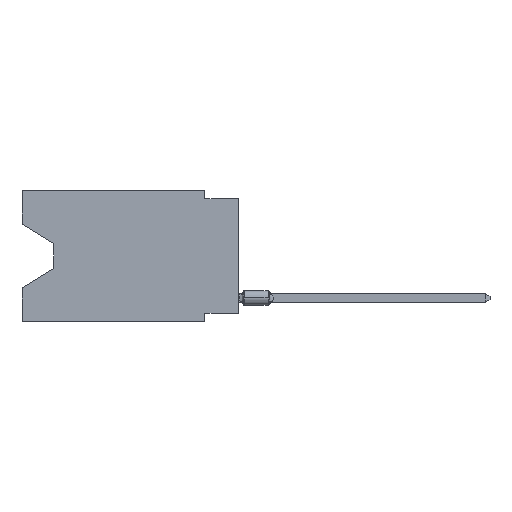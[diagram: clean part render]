
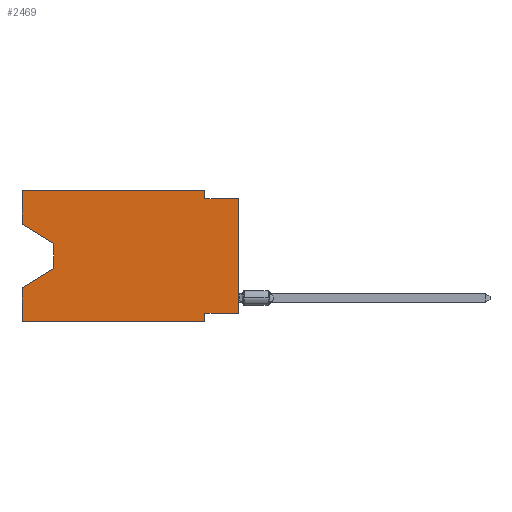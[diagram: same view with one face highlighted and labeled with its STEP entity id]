
A CAD part, left-side view. The second image highlights one B-rep face of the part: STEP entity #2469.
In plain terms, the highlighted planar face has unit normal (-1, 0, 0).
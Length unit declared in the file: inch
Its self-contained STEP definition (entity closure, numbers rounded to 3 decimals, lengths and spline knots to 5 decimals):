
#113 = LINE ( 'NONE', #8152, #1038 ) ;
#197 = ORIENTED_EDGE ( 'NONE', *, *, #18894, .F. ) ;
#598 = EDGE_CURVE ( 'NONE', #2144, #15118, #20229, .T. ) ;
#715 = CARTESIAN_POINT ( 'NONE',  ( 0., 0.1, -0.365 ) ) ;
#1038 = VECTOR ( 'NONE', #18353, 39.37008 ) ;
#1083 = EDGE_CURVE ( 'NONE', #10129, #15593, #10917, .T. ) ;
#1124 = VECTOR ( 'NONE', #14949, 39.37008 ) ;
#1385 = CARTESIAN_POINT ( 'NONE',  ( 0., 0.1, -0.025 ) ) ;
#1524 = CARTESIAN_POINT ( 'NONE',  ( 0., 0.1, -0.39 ) ) ;
#1598 = VECTOR ( 'NONE', #13729, 39.37008 ) ;
#1835 = CARTESIAN_POINT ( 'NONE',  ( 0., 0.1, -0.39 ) ) ;
#1990 = EDGE_CURVE ( 'NONE', #8868, #7482, #11351, .T. ) ;
#2144 = VERTEX_POINT ( 'NONE', #4378 ) ;
#2379 = EDGE_CURVE ( 'NONE', #13381, #25951, #13208, .T. ) ;
#2469 = ADVANCED_FACE ( 'NONE', ( #15492 ), #21398, .F. ) ;
#3033 = DIRECTION ( 'NONE',  ( 0., 0., -1. ) ) ;
#3463 = VECTOR ( 'NONE', #26362, 39.37008 ) ;
#3566 = ORIENTED_EDGE ( 'NONE', *, *, #17132, .T. ) ;
#3599 = VECTOR ( 'NONE', #20700, 39.37008 ) ;
#4072 = CARTESIAN_POINT ( 'NONE',  ( 0., 0.645, 0. ) ) ;
#4078 = DIRECTION ( 'NONE',  ( 0., -1., 0. ) ) ;
#4378 = CARTESIAN_POINT ( 'NONE',  ( 0., 0.645, -0.39 ) ) ;
#4862 = ORIENTED_EDGE ( 'NONE', *, *, #598, .F. ) ;
#5076 = VECTOR ( 'NONE', #13549, 39.37008 ) ;
#5352 = VECTOR ( 'NONE', #23062, 39.37008 ) ;
#5591 = CARTESIAN_POINT ( 'NONE',  ( 0., 0., 0. ) ) ;
#6013 = EDGE_CURVE ( 'NONE', #2144, #25951, #6131, .T. ) ;
#6131 = LINE ( 'NONE', #14313, #1124 ) ;
#6266 = DIRECTION ( 'NONE',  ( 0., 0., 1. ) ) ;
#6431 = VECTOR ( 'NONE', #6266, 39.37008 ) ;
#7482 = VERTEX_POINT ( 'NONE', #17270 ) ;
#7718 = VERTEX_POINT ( 'NONE', #25146 ) ;
#8152 = CARTESIAN_POINT ( 'NONE',  ( 0., 0.55, -0.232 ) ) ;
#8868 = VERTEX_POINT ( 'NONE', #10983 ) ;
#9333 = DIRECTION ( 'NONE',  ( 0., 0., 1. ) ) ;
#10116 = DIRECTION ( 'NONE',  ( 0., 1., 0. ) ) ;
#10129 = VERTEX_POINT ( 'NONE', #21749 ) ;
#10159 = ORIENTED_EDGE ( 'NONE', *, *, #2379, .F. ) ;
#10303 = CARTESIAN_POINT ( 'NONE',  ( 0., 0.645, -0.28975 ) ) ;
#10470 = VECTOR ( 'NONE', #10116, 39.37008 ) ;
#10562 = AXIS2_PLACEMENT_3D ( 'NONE', #17886, #15889, #3033 ) ;
#10917 = LINE ( 'NONE', #21133, #19300 ) ;
#10983 = CARTESIAN_POINT ( 'NONE',  ( 0., 0., -0.365 ) ) ;
#11167 = ORIENTED_EDGE ( 'NONE', *, *, #1083, .F. ) ;
#11351 = LINE ( 'NONE', #5591, #13561 ) ;
#11498 = ORIENTED_EDGE ( 'NONE', *, *, #6013, .T. ) ;
#12476 = VERTEX_POINT ( 'NONE', #15136 ) ;
#12877 = VECTOR ( 'NONE', #4078, 39.37008 ) ;
#13208 = LINE ( 'NONE', #1524, #1598 ) ;
#13381 = VERTEX_POINT ( 'NONE', #715 ) ;
#13497 = VERTEX_POINT ( 'NONE', #19486 ) ;
#13549 = DIRECTION ( 'NONE',  ( 0., 0., -1. ) ) ;
#13561 = VECTOR ( 'NONE', #9333, 39.37008 ) ;
#13729 = DIRECTION ( 'NONE',  ( 0., 0., -1. ) ) ;
#14097 = ORIENTED_EDGE ( 'NONE', *, *, #25902, .F. ) ;
#14264 = LINE ( 'NONE', #22435, #12877 ) ;
#14313 = CARTESIAN_POINT ( 'NONE',  ( 0., 0.645, -0.39 ) ) ;
#14423 = ORIENTED_EDGE ( 'NONE', *, *, #23930, .F. ) ;
#14604 = ORIENTED_EDGE ( 'NONE', *, *, #25480, .T. ) ;
#14949 = DIRECTION ( 'NONE',  ( 0., -1., 0. ) ) ;
#15008 = EDGE_CURVE ( 'NONE', #13497, #12476, #19984, .T. ) ;
#15118 = VERTEX_POINT ( 'NONE', #10303 ) ;
#15136 = CARTESIAN_POINT ( 'NONE',  ( 0., 0.55, -0.232 ) ) ;
#15492 = FACE_OUTER_BOUND ( 'NONE', #19338, .T. ) ;
#15593 = VERTEX_POINT ( 'NONE', #1385 ) ;
#15842 = CARTESIAN_POINT ( 'NONE',  ( 0., 0.55, -0.158 ) ) ;
#15889 = DIRECTION ( 'NONE',  ( 1., 0., 0. ) ) ;
#16071 = CARTESIAN_POINT ( 'NONE',  ( 0., 0.645, 0. ) ) ;
#17132 = EDGE_CURVE ( 'NONE', #17320, #13497, #20333, .T. ) ;
#17270 = CARTESIAN_POINT ( 'NONE',  ( 0., 0., -0.025 ) ) ;
#17320 = VERTEX_POINT ( 'NONE', #24179 ) ;
#17806 = LINE ( 'NONE', #24496, #10470 ) ;
#17886 = CARTESIAN_POINT ( 'NONE',  ( 0., 0.645, 0. ) ) ;
#18353 = DIRECTION ( 'NONE',  ( 0., 0.855, -0.519 ) ) ;
#18894 = EDGE_CURVE ( 'NONE', #15593, #7482, #14264, .T. ) ;
#19300 = VECTOR ( 'NONE', #25148, 39.37008 ) ;
#19338 = EDGE_LOOP ( 'NONE', ( #3566, #24954, #14604, #4862, #11498, #10159, #14097, #23569, #197, #11167, #14423, #20273 ) ) ;
#19486 = CARTESIAN_POINT ( 'NONE',  ( 0., 0.55, -0.158 ) ) ;
#19984 = LINE ( 'NONE', #15842, #5076 ) ;
#20229 = LINE ( 'NONE', #16071, #6431 ) ;
#20273 = ORIENTED_EDGE ( 'NONE', *, *, #24624, .F. ) ;
#20333 = LINE ( 'NONE', #20731, #3463 ) ;
#20700 = DIRECTION ( 'NONE',  ( 0., 0., 1. ) ) ;
#20731 = CARTESIAN_POINT ( 'NONE',  ( 0., 0.645, -0.10025 ) ) ;
#21068 = LINE ( 'NONE', #22668, #5352 ) ;
#21133 = CARTESIAN_POINT ( 'NONE',  ( 0., 0.1, 0. ) ) ;
#21398 = PLANE ( 'NONE',  #10562 ) ;
#21749 = CARTESIAN_POINT ( 'NONE',  ( 0., 0.1, 0. ) ) ;
#22435 = CARTESIAN_POINT ( 'NONE',  ( 0., 0., -0.025 ) ) ;
#22668 = CARTESIAN_POINT ( 'NONE',  ( 0., 0.645, 0. ) ) ;
#23062 = DIRECTION ( 'NONE',  ( 0., -1., 0. ) ) ;
#23569 = ORIENTED_EDGE ( 'NONE', *, *, #1990, .T. ) ;
#23930 = EDGE_CURVE ( 'NONE', #7718, #10129, #21068, .T. ) ;
#24179 = CARTESIAN_POINT ( 'NONE',  ( 0., 0.645, -0.10025 ) ) ;
#24496 = CARTESIAN_POINT ( 'NONE',  ( 0., 0., -0.365 ) ) ;
#24624 = EDGE_CURVE ( 'NONE', #17320, #7718, #24718, .T. ) ;
#24718 = LINE ( 'NONE', #4072, #3599 ) ;
#24954 = ORIENTED_EDGE ( 'NONE', *, *, #15008, .T. ) ;
#25146 = CARTESIAN_POINT ( 'NONE',  ( 0., 0.645, 0. ) ) ;
#25148 = DIRECTION ( 'NONE',  ( 0., 0., -1. ) ) ;
#25480 = EDGE_CURVE ( 'NONE', #12476, #15118, #113, .T. ) ;
#25902 = EDGE_CURVE ( 'NONE', #8868, #13381, #17806, .T. ) ;
#25951 = VERTEX_POINT ( 'NONE', #1835 ) ;
#26362 = DIRECTION ( 'NONE',  ( 0., -0.855, -0.519 ) ) ;
